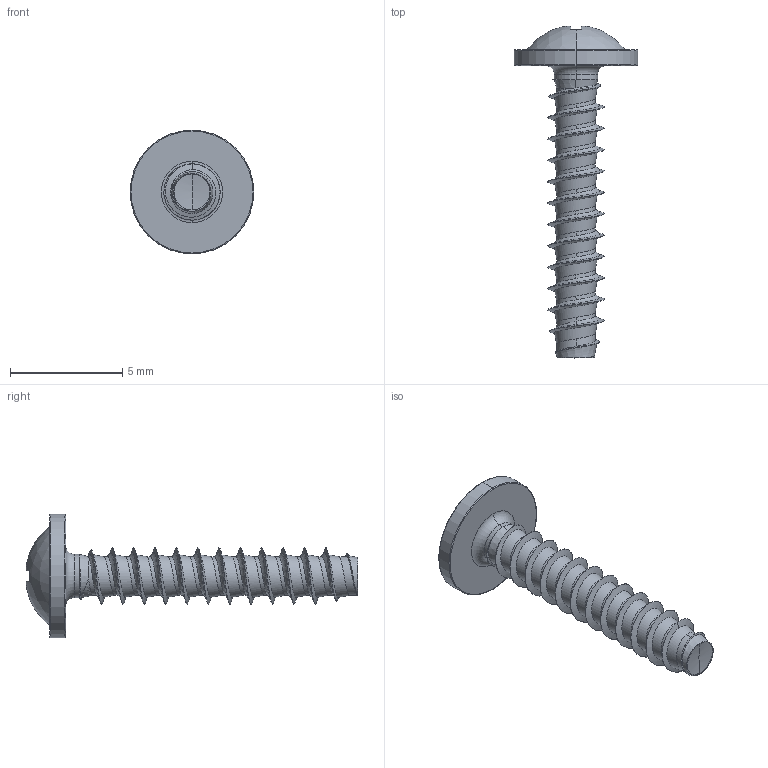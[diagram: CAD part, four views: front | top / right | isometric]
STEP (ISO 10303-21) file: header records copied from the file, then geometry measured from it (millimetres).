
FILE_DESCRIPTION (( 'STEP AP203' ), '1' );
FILE_NAME ('STP210250130.STEP', '2017-08-14T17:03:45', ( '' ), ( '' ), 'SwSTEP 2.0', 'SolidWorks 2015', '' );
FILE_SCHEMA (( 'CONFIG_CONTROL_DESIGN' ));
Length unit declared in the file: millimetre
Products named in the file (1): STP210250130
Bounding box: 5.5 x 14.76 x 5.5 mm (x, y, z)
Volume: 60.3 mm3; surface area: 183.5 mm2
Topology: 1 solids, 1 shells, 195 faces, 468 edges, 276 vertices
Faces by surface type: bspline 55, cylinder 51, plane 31, torus 30, sphere 20, cone 8
Entity records: 22927 total; most frequent: CARTESIAN_POINT 18844, ORIENTED_EDGE 932, DIRECTION 749, EDGE_CURVE 466, AXIS2_PLACEMENT_3D 327, VERTEX_POINT 276, EDGE_LOOP 198, FACE_OUTER_BOUND 195
